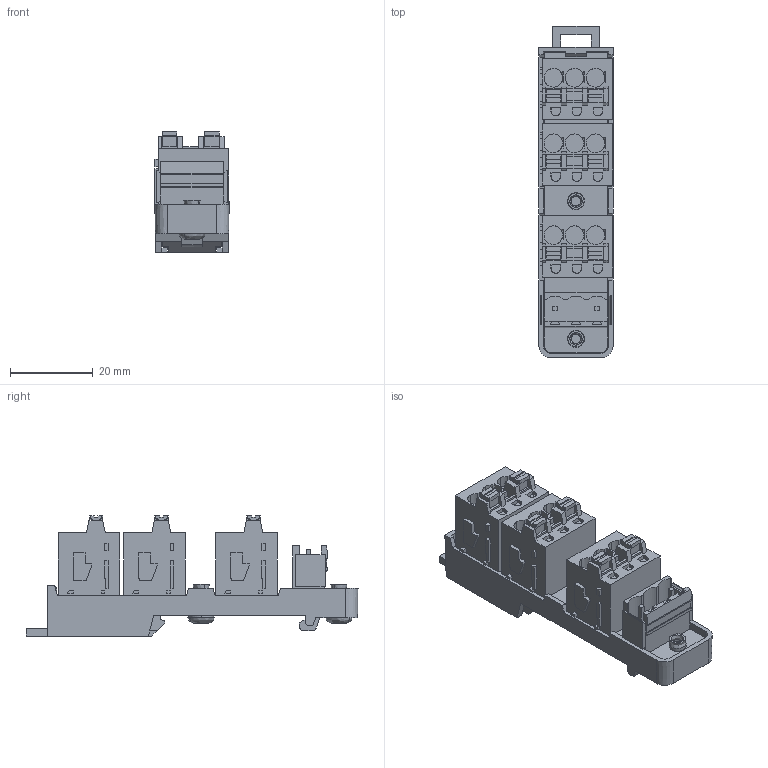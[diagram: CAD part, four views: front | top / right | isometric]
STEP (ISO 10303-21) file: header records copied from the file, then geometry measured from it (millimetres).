
FILE_DESCRIPTION(('CATIA V5R22 STEP214','CAx-IF Rec.Pracs.--- Model Styling and Organization---1.4--- 2014-01-23'),'2;1');
FILE_NAME ('1352062-4_0_8000076874_3D_8000076874.stp','2022-10-06T15:58:15+00:00',('none'),('Weidmueller'),'CATIA Version 5-6 Release 2016 SP3 HF44','CATIA V5 STEP AP214','none');
FILE_SCHEMA(('AUTOMOTIVE_DESIGN { 1 0 10303 214 1 1 1 1 }'));
Length unit declared in the file: millimetre
Products named in the file (1): 3D_8000076874
Bounding box: 17.97 x 80.14 x 29.04 mm (x, y, z)
Volume: 20220.3 mm3; surface area: 14444.8 mm2
Topology: 1 solids, 1 shells, 992 faces, 2838 edges, 1876 vertices
Faces by surface type: plane 761, cylinder 140, bspline 66, cone 25
Entity records: 34906 total; most frequent: CARTESIAN_POINT 8776, ORIENTED_EDGE 5676, DIRECTION 4356, EDGE_CURVE 2838, VECTOR 2332, LINE 2332, VERTEX_POINT 1876, AXIS2_PLACEMENT_3D 1099
